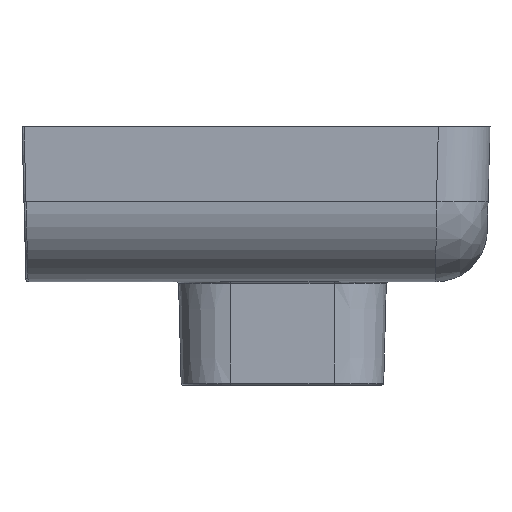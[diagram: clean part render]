
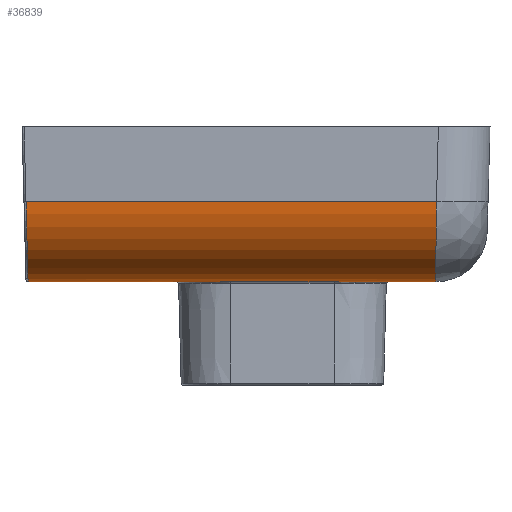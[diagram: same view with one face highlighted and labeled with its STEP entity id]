
A CAD part, front view. The second image highlights one B-rep face of the part: STEP entity #36839.
In plain terms, the highlighted cylindrical face has radius 8 mm (diameter 16 mm), a partial arc.
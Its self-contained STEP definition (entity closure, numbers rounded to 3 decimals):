
#14867=DIRECTION('',(1.,0.,0.));
#14868=VECTOR('',#14867,7.725);
#14869=CARTESIAN_POINT('',(-2.351,-25.219,
-4.75));
#14870=LINE('',#14869,#14868);
#14940=DIRECTION('',(1.,0.,0.));
#14941=VECTOR('',#14940,17.52);
#14942=CARTESIAN_POINT('',(-34.094,-25.219,
-4.75));
#14943=LINE('',#14942,#14941);
#15194=CARTESIAN_POINT('',(-2.351,-25.219,
-4.75));
#15195=CARTESIAN_POINT('',(-2.573,-25.314,
-4.75));
#15196=CARTESIAN_POINT('',(-3.025,-25.472,
-4.747));
#15197=CARTESIAN_POINT('',(-3.741,-25.619,
-4.74));
#15198=CARTESIAN_POINT('',(-4.22,-25.651,
-4.738));
#15199=CARTESIAN_POINT('',(-4.462,-25.651,
-4.738));
#15204=DIRECTION('',(-1.,0.,0.));
#15205=VECTOR('',#15204,10.);
#15206=CARTESIAN_POINT('',(-4.462,-25.651,
-4.738));
#15207=LINE('',#15206,#15205);
#15211=CARTESIAN_POINT('',(-14.462,-25.651,
-4.738));
#15212=CARTESIAN_POINT('',(-14.704,-25.651,
-4.738));
#15213=CARTESIAN_POINT('',(-15.184,-25.619,
-4.74));
#15214=CARTESIAN_POINT('',(-15.9,-25.472,
-4.747));
#15215=CARTESIAN_POINT('',(-16.352,-25.314,
-4.75));
#15216=CARTESIAN_POINT('',(-16.573,-25.219,
-4.75));
#15221=CARTESIAN_POINT('',(-34.293,-33.216,
3.041));
#15222=CARTESIAN_POINT('',(-34.281,-33.204,
2.583));
#15223=CARTESIAN_POINT('',(-34.258,-33.101,
1.67));
#15224=CARTESIAN_POINT('',(-34.224,-32.716,
0.347));
#15225=CARTESIAN_POINT('',(-34.192,-32.109,
-0.892));
#15226=CARTESIAN_POINT('',(-34.164,-31.3,
-2.008));
#15227=CARTESIAN_POINT('',(-34.139,-30.315,
-2.968));
#15228=CARTESIAN_POINT('',(-34.119,-29.178,
-3.747));
#15229=CARTESIAN_POINT('',(-34.105,-27.923,
-4.321));
#15230=CARTESIAN_POINT('',(-34.096,-26.591,
-4.671));
#15231=CARTESIAN_POINT('',(-34.094,-25.676,
-4.75));
#15232=CARTESIAN_POINT('',(-34.094,-25.219,
-4.75));
#15237=DIRECTION('',(1.,0.,0.));
#15238=VECTOR('',#15237,39.743);
#15239=CARTESIAN_POINT('',(-34.293,-33.216,
3.041));
#15240=LINE('',#15239,#15238);
#15244=CARTESIAN_POINT('',(5.451,-33.216,
3.041));
#15245=CARTESIAN_POINT('',(5.446,-33.204,
2.583));
#15246=CARTESIAN_POINT('',(5.437,-33.101,
1.67));
#15247=CARTESIAN_POINT('',(5.424,-32.716,
0.347));
#15248=CARTESIAN_POINT('',(5.412,-32.11,
-0.891));
#15249=CARTESIAN_POINT('',(5.401,-31.302,
-2.007));
#15250=CARTESIAN_POINT('',(5.392,-30.314,
-2.968));
#15251=CARTESIAN_POINT('',(5.384,-29.178,
-3.747));
#15252=CARTESIAN_POINT('',(5.378,-27.924,
-4.32));
#15253=CARTESIAN_POINT('',(5.375,-26.592,
-4.671));
#15254=CARTESIAN_POINT('',(5.374,-25.677,
-4.75));
#15255=CARTESIAN_POINT('',(5.374,-25.219,
-4.75));
#22368=CARTESIAN_POINT('',(-34.094,-25.219,
-4.75));
#22369=VERTEX_POINT('',#22368);
#22372=VERTEX_POINT('',#15221);
#22380=CARTESIAN_POINT('',(5.451,-33.216,
3.041));
#22381=VERTEX_POINT('',#22380);
#22800=CARTESIAN_POINT('',(5.374,-25.219,
-4.75));
#22801=VERTEX_POINT('',#22800);
#23421=CARTESIAN_POINT('',(-2.352,-25.219,
-4.75));
#23423=VERTEX_POINT('',#23421);
#23428=VERTEX_POINT('',#15199);
#23430=CARTESIAN_POINT('',(-14.462,-25.651,
-4.738));
#23431=VERTEX_POINT('',#23430);
#23434=VERTEX_POINT('',#15216);
#36820=CARTESIAN_POINT('',(-93.759,-25.219,
3.25));
#36821=DIRECTION('',(1.,0.,0.));
#36822=DIRECTION('',(0.,-1.,-0.026));
#36823=AXIS2_PLACEMENT_3D('',#36820,#36821,#36822);
#36824=CYLINDRICAL_SURFACE('',#36823,8.);
#36826=ORIENTED_EDGE('',*,*,#36825,.T.);
#36828=ORIENTED_EDGE('',*,*,#36827,.T.);
#36829=ORIENTED_EDGE('',*,*,#36810,.T.);
#36830=ORIENTED_EDGE('',*,*,#36468,.F.);
#36832=ORIENTED_EDGE('',*,*,#36831,.F.);
#36833=ORIENTED_EDGE('',*,*,#29378,.T.);
#36835=ORIENTED_EDGE('',*,*,#36834,.T.);
#36836=ORIENTED_EDGE('',*,*,#36443,.F.);
#36837=EDGE_LOOP('',(#36826,#36828,#36829,#36830,#36832,#36833,#36835,#36836));
#36838=FACE_OUTER_BOUND('',#36837,.F.);
#36839=ADVANCED_FACE('',(#36838),#36824,.T.);
#15200=B_SPLINE_CURVE_WITH_KNOTS('',3,(#15194,#15195,#15196,#15197,#15198,
#15199),.UNSPECIFIED.,.F.,.F.,(4,1,1,4),(0.,0.333,
0.667,1.),.UNSPECIFIED.);
#15217=B_SPLINE_CURVE_WITH_KNOTS('',3,(#15211,#15212,#15213,#15214,#15215,
#15216),.UNSPECIFIED.,.F.,.F.,(4,1,1,4),(0.,0.333,
0.667,1.),.UNSPECIFIED.);
#15233=B_SPLINE_CURVE_WITH_KNOTS('',3,(#15221,#15222,#15223,#15224,#15225,
#15226,#15227,#15228,#15229,#15230,#15231,#15232),.UNSPECIFIED.,.F.,.F.,(4,1,1,
1,1,1,1,1,1,4),(0.,0.111,0.222,0.333,
0.444,0.556,0.667,0.778,
0.889,1.),.UNSPECIFIED.);
#15256=B_SPLINE_CURVE_WITH_KNOTS('',3,(#15244,#15245,#15246,#15247,#15248,
#15249,#15250,#15251,#15252,#15253,#15254,#15255),.UNSPECIFIED.,.F.,.F.,(4,1,1,
1,1,1,1,1,1,4),(0.,0.111,0.222,0.333,
0.444,0.556,0.667,0.778,
0.889,1.),.UNSPECIFIED.);
#29378=EDGE_CURVE('',#22372,#22381,#15240,.T.);
#36443=EDGE_CURVE('',#23423,#22801,#14870,.T.);
#36468=EDGE_CURVE('',#22369,#23434,#14943,.T.);
#36810=EDGE_CURVE('',#23431,#23434,#15217,.T.);
#36825=EDGE_CURVE('',#23423,#23428,#15200,.T.);
#36827=EDGE_CURVE('',#23428,#23431,#15207,.T.);
#36831=EDGE_CURVE('',#22372,#22369,#15233,.T.);
#36834=EDGE_CURVE('',#22381,#22801,#15256,.T.);
